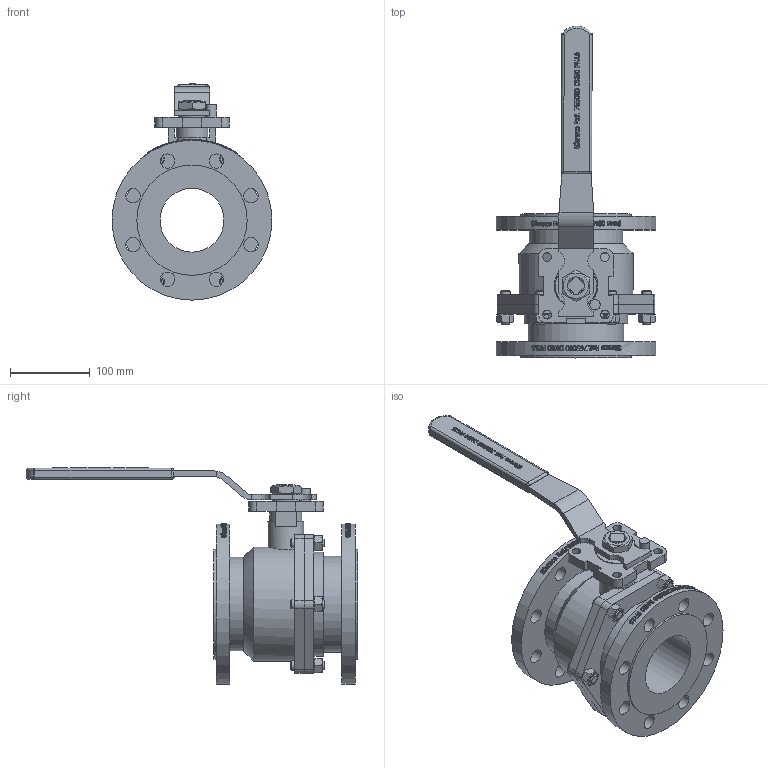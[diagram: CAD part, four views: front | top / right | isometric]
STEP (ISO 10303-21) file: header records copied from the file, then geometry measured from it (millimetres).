
FILE_DESCRIPTION(/* description */ ('765080'),/* implementation_level */ '2;1');
FILE_NAME(/* name */ '765080.stp',/* time_stamp */ '2017-06-22T10:56:26+02:00',/* author */ ('jmorand'),/* organization */ ('Sferaco'),/* preprocessor_version */ 'ST-DEVELOPER v16.5',/* originating_system */ 'Autodesk Inventor 2017',/* authorisation */ '');
FILE_SCHEMA (('CONFIG_CONTROL_DESIGN'));
Products named in the file (1): 765080_bd
Bounding box: 200 x 414.93 x 270.5 mm (x, y, z)
Volume: 2745155.5 mm3; surface area: 359174.8 mm2
Topology: 1 solids, 5 shells, 1619 faces, 4328 edges, 2866 vertices
Faces by surface type: bspline 733, plane 642, cylinder 198, cone 35, sphere 8, torus 3
Full cylindrical faces by diameter (mm): 11 x4, 12 x12, 13 x13, 18 x16, 34 x1, 38 x1, 40 x1, 45 x1, 55 x1, 80 x1, 117 x1, 120 x1, 130 x1, 138 x2, 143 x1, 200 x2
Entity records: 65781 total; most frequent: CARTESIAN_POINT 28900, ORIENTED_EDGE 8430, DIRECTION 4998, EDGE_CURVE 4215, VERTEX_POINT 2839, LINE 2060, VECTOR 2060, EDGE_LOOP 1910
